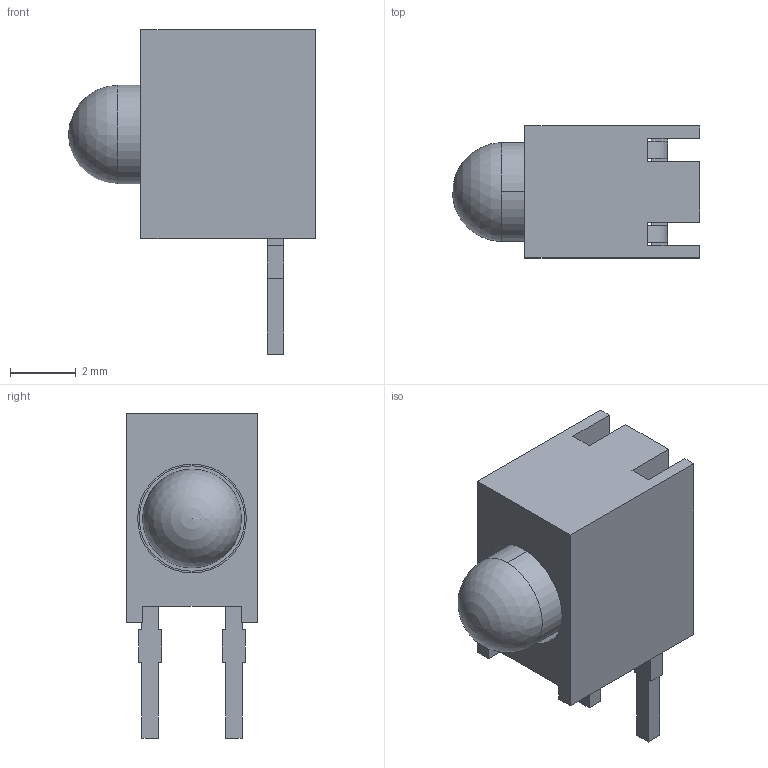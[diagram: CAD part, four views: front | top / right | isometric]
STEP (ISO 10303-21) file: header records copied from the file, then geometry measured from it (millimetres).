
FILE_DESCRIPTION (( 'STEP AP214' ), '1' );
FILE_NAME ('WP934AD-1.STEP', '2016-04-18T16:53:26', ( 'admin' ), ( '' ), 'SwSTEP 2.0', 'SolidWorks 2012', '' );
FILE_SCHEMA (( 'AUTOMOTIVE_DESIGN' ));
Length unit declared in the file: millimetre
Products named in the file (1): WP934AD-1
Bounding box: 7.5 x 4 x 9.85 mm (x, y, z)
Volume: 126.5 mm3; surface area: 308.8 mm2
Topology: 4 solids, 4 shells, 64 faces, 165 edges, 110 vertices
Faces by surface type: plane 53, cylinder 10, sphere 1
Entity records: 1963 total; most frequent: CARTESIAN_POINT 339, ORIENTED_EDGE 324, DIRECTION 308, EDGE_CURVE 162, VECTOR 138, LINE 138, VERTEX_POINT 108, AXIS2_PLACEMENT_3D 85
